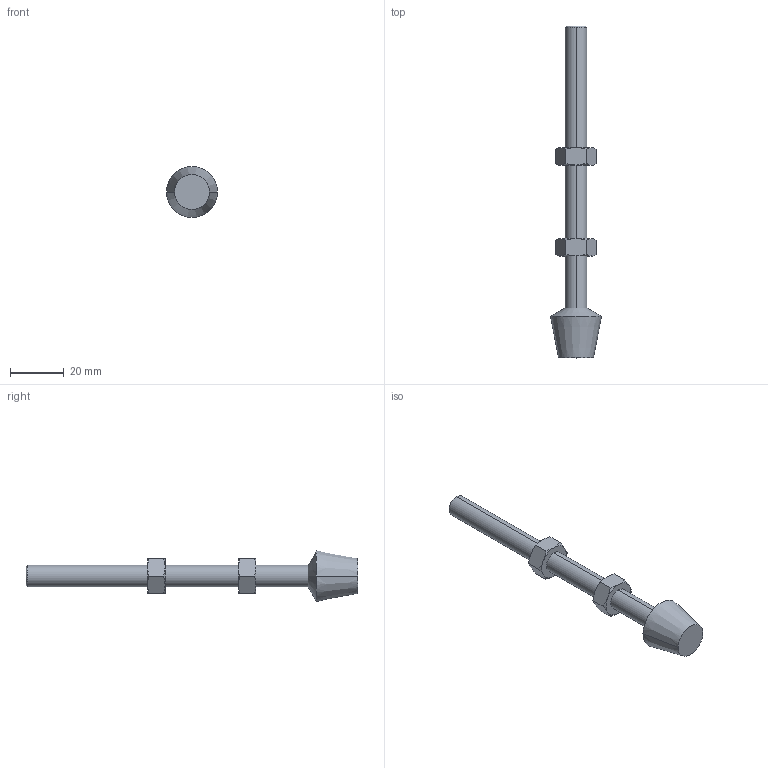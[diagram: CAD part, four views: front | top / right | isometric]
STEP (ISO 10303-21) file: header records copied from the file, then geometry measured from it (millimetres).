
FILE_DESCRIPTION (( 'STEP AP214' ), '1' );
FILE_NAME ('GH-FC-081212.STEP', '2022-12-07T06:59:38', ( '' ), ( '' ), 'SwSTEP 2.0', 'SolidWorks 2016', '' );
FILE_SCHEMA (( 'AUTOMOTIVE_DESIGN' ));
Length unit declared in the file: millimetre
Products named in the file (5): 6200080_JIS B 1181 Hexagon nut - Class 2 Finished M8 --N; 7408120; 7208110 (ISO4014); GH-FC-081212; FC8?螹
Assembly tree (5 placements, depth 3):
  GH-FC-081212
    7408120
      FC8?螹
      7208110 (ISO4014)
    6200080_JIS B 1181 Hexagon nut - Class 2 Finished M8 --N  x2
Bounding box: 19 x 123.5 x 19 mm (x, y, z)
Volume: 11320.7 mm3; surface area: 5779 mm2
Topology: 4 solids, 4 shells, 84 faces, 176 edges, 102 vertices
Faces by surface type: cone 44, plane 28, cylinder 12
Entity records: 1806 total; most frequent: CARTESIAN_POINT 453, DIRECTION 254, ORIENTED_EDGE 232, EDGE_CURVE 116, AXIS2_PLACEMENT_3D 109, VERTEX_POINT 68, EDGE_LOOP 60, ADVANCED_FACE 56
